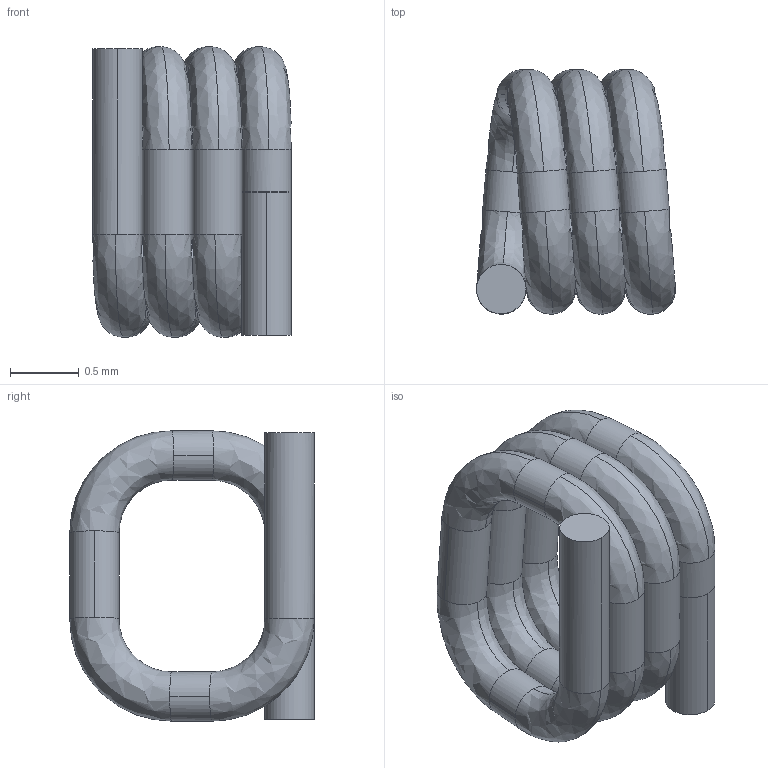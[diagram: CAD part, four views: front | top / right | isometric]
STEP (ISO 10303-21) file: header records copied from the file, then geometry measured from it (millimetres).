
FILE_DESCRIPTION (( 'STEP AP214' ), '1' );
FILE_NAME ('Coilcraft-0807SQ-6N9.STEP', '2016-05-31T13:09:10', ( 'Windows User' ), ( '' ), 'SwSTEP 2.0', 'SolidWorks 2016', '' );
FILE_SCHEMA (( 'AUTOMOTIVE_DESIGN' ));
Length unit declared in the file: inch
Products named in the file (1): Coilcraft-0807SQ-6N9
Bounding box: 1.45 x 1.78 x 2.11 mm (x, y, z)
Volume: 1.9 mm3; surface area: 21 mm2
Topology: 2 solids, 2 shells, 56 faces, 156 edges, 104 vertices
Faces by surface type: cylinder 28, bspline 24, plane 4
Entity records: 2398 total; most frequent: CARTESIAN_POINT 677, DIRECTION 350, ORIENTED_EDGE 312, AXIS2_PLACEMENT_3D 161, EDGE_CURVE 156, CIRCLE 128, VERTEX_POINT 104, EDGE_LOOP 56
